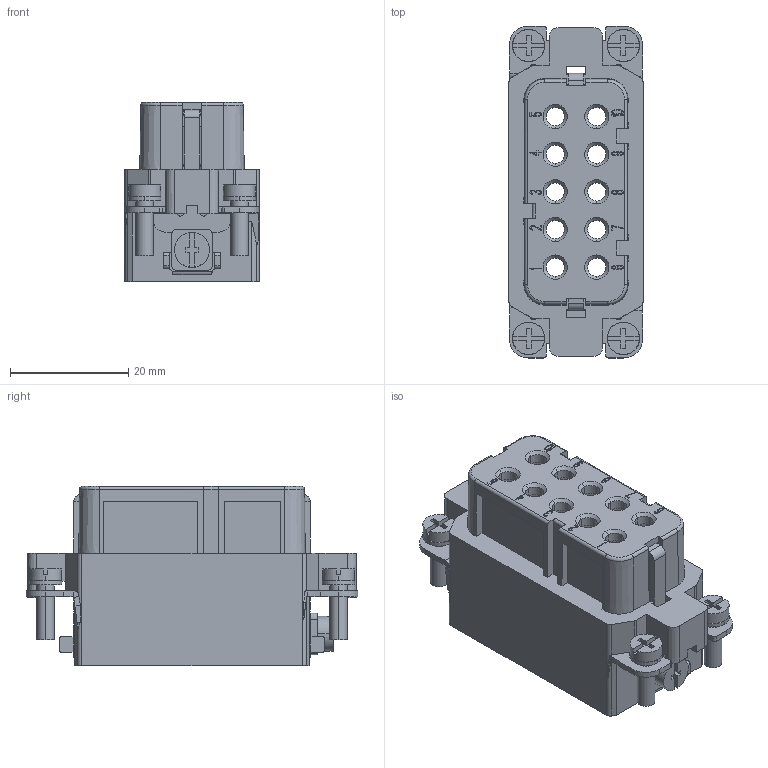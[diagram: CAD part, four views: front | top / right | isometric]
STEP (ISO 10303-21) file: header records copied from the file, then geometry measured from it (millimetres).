
FILE_DESCRIPTION((''),'2;1');
FILE_NAME('MANIFOLD_SOLID_BREP_620','2017-06-28T',('tl.yang'),(''),'PRO/ENGINEER BY PARAMETRIC TECHNOLOGY CORPORATION, 2011500','PRO/ENGINEER BY PARAMETRIC TECHNOLOGY CORPORATION, 2011500','');
FILE_SCHEMA(('CONFIG_CONTROL_DESIGN'));
Length unit declared in the file: millimetre
Products named in the file (1): MANIFOLD_SOLID_BREP_620
Bounding box: 22.65 x 56.1 x 30.26 mm (x, y, z)
Volume: 21889.7 mm3; surface area: 11539 mm2
Topology: 1 solids, 1 shells, 1419 faces, 3974 edges, 2602 vertices
Faces by surface type: plane 1157, cylinder 190, cone 48, bspline 20, torus 4
Entity records: 45879 total; most frequent: CARTESIAN_POINT 9064, ORIENTED_EDGE 7948, DIRECTION 7134, EDGE_CURVE 3974, VECTOR 3400, LINE 3400, VERTEX_POINT 2602, AXIS2_PLACEMENT_3D 1867
